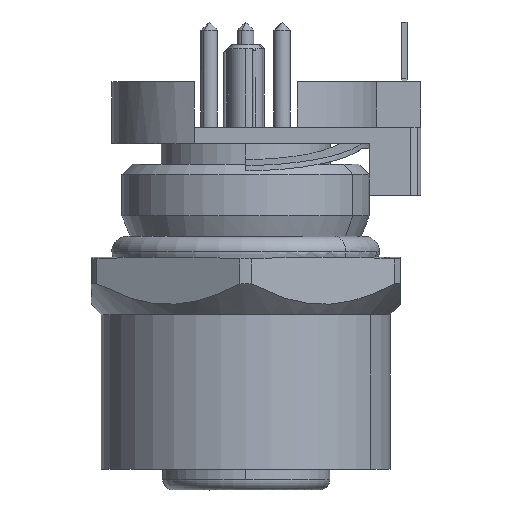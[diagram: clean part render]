
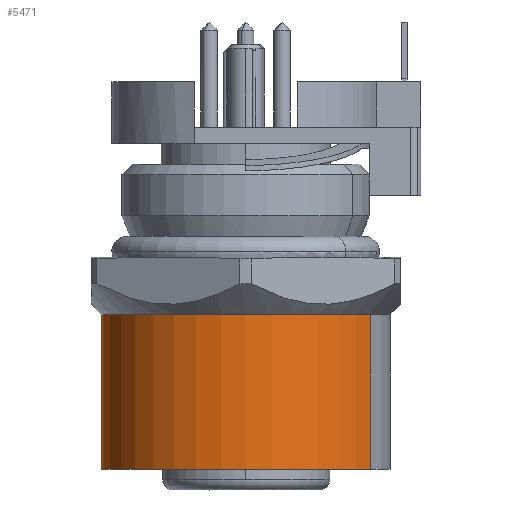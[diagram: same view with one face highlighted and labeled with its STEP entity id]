
A CAD part, left-side view. The second image highlights one B-rep face of the part: STEP entity #5471.
In plain terms, the highlighted cylindrical face has radius 7 mm (diameter 14 mm), a partial arc.
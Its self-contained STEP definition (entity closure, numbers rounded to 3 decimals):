
#5094=AXIS2_PLACEMENT_3D('Circle Axis2P3D',#5092,#5093,$) ;
#5444=AXIS2_PLACEMENT_3D('Cylinder Axis2P3D',#5441,#5442,#5443) ;
#5455=AXIS2_PLACEMENT_3D('Circle Axis2P3D',#5453,#5454,$) ;
#5092=CARTESIAN_POINT('Axis2P3D Location',(8.495,8.5,1.)) ;
#5096=CARTESIAN_POINT('Vertex',(4.995,2.438,1.)) ;
#5098=CARTESIAN_POINT('Vertex',(11.995,14.562,1.)) ;
#5441=CARTESIAN_POINT('Axis2P3D Location',(8.495,8.5,4.75)) ;
#5446=CARTESIAN_POINT('Line Origine',(4.995,2.438,4.75)) ;
#5450=CARTESIAN_POINT('Vertex',(4.995,2.438,8.5)) ;
#5453=CARTESIAN_POINT('Axis2P3D Location',(8.495,8.5,8.5)) ;
#5457=CARTESIAN_POINT('Vertex',(11.995,14.562,8.5)) ;
#5460=CARTESIAN_POINT('Line Origine',(11.995,14.562,4.75)) ;
#5093=DIRECTION('Axis2P3D Direction',(0.,0.,-1.)) ;
#5442=DIRECTION('Axis2P3D Direction',(0.,0.,-1.)) ;
#5443=DIRECTION('Axis2P3D XDirection',(-0.5,-0.866,0.)) ;
#5447=DIRECTION('Vector Direction',(0.,0.,-1.)) ;
#5454=DIRECTION('Axis2P3D Direction',(0.,0.,-1.)) ;
#5461=DIRECTION('Vector Direction',(0.,0.,-1.)) ;
#5448=VECTOR('Line Direction',#5447,1.) ;
#5462=VECTOR('Line Direction',#5461,1.) ;
#5466=ORIENTED_EDGE('',*,*,#5452,.T.) ;
#5467=ORIENTED_EDGE('',*,*,#5459,.T.) ;
#5468=ORIENTED_EDGE('',*,*,#5464,.T.) ;
#5469=ORIENTED_EDGE('',*,*,#5100,.F.) ;
#5471=ADVANCED_FACE('V1',(#5470),#5445,.T.) ;
#5095=CIRCLE('generated circle',#5094,7.) ;
#5456=CIRCLE('generated circle',#5455,7.) ;
#5445=CYLINDRICAL_SURFACE('generated cylinder',#5444,7.) ;
#5100=EDGE_CURVE('',#5097,#5099,#5095,.T.) ;
#5452=EDGE_CURVE('',#5097,#5451,#5449,.F.) ;
#5459=EDGE_CURVE('',#5451,#5458,#5456,.T.) ;
#5464=EDGE_CURVE('',#5458,#5099,#5463,.T.) ;
#5465=EDGE_LOOP('',(#5466,#5467,#5468,#5469)) ;
#5470=FACE_OUTER_BOUND('',#5465,.T.) ;
#5449=LINE('Line',#5446,#5448) ;
#5463=LINE('Line',#5460,#5462) ;
#5097=VERTEX_POINT('',#5096) ;
#5099=VERTEX_POINT('',#5098) ;
#5451=VERTEX_POINT('',#5450) ;
#5458=VERTEX_POINT('',#5457) ;
